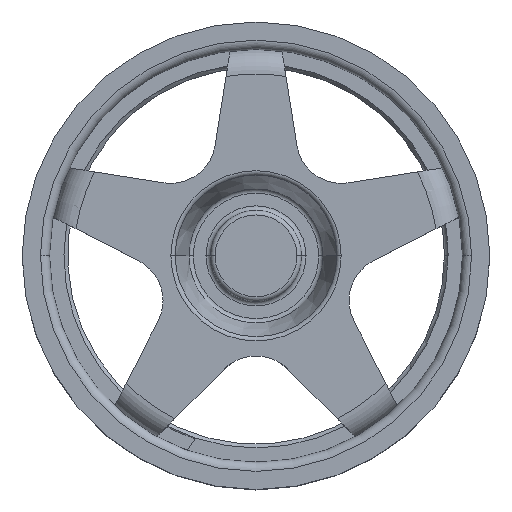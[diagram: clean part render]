
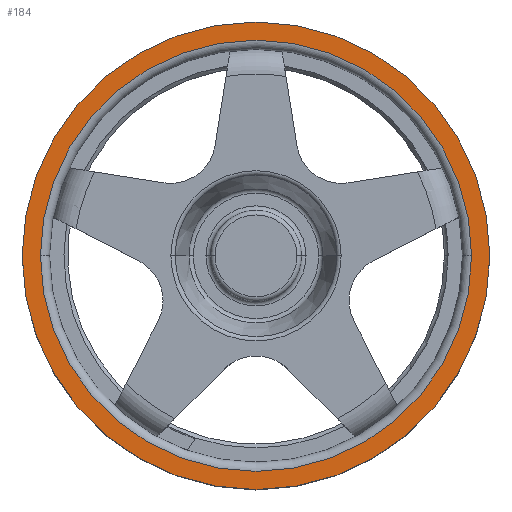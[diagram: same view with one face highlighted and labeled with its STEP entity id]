
A CAD part, top view. The second image highlights one B-rep face of the part: STEP entity #184.
In plain terms, the highlighted planar face has unit normal (0, 0, 1).
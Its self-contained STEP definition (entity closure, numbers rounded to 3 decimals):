
#184 = ADVANCED_FACE ( 'NONE', ( #466, #2224 ), #5320, .T. ) ;
#209 = VERTEX_POINT ( 'NONE', #5431 ) ;
#292 = EDGE_CURVE ( 'NONE', #4583, #4698, #4203, .T. ) ;
#326 = AXIS2_PLACEMENT_3D ( 'NONE', #4107, #3728, #2317 ) ;
#378 = DIRECTION ( 'NONE',  ( 1., 0., 0. ) ) ;
#387 = CIRCLE ( 'NONE', #3426, 35.55 ) ;
#466 = FACE_BOUND ( 'NONE', #3923, .T. ) ;
#819 = DIRECTION ( 'NONE',  ( 0., 0., 1. ) ) ;
#1069 = AXIS2_PLACEMENT_3D ( 'NONE', #3010, #819, #378 ) ;
#1265 = CARTESIAN_POINT ( 'NONE',  ( 35.55, 0., 5.673 ) ) ;
#1344 = ORIENTED_EDGE ( 'NONE', *, *, #1467, .T. ) ;
#1467 = EDGE_CURVE ( 'NONE', #5053, #209, #3826, .T. ) ;
#1557 = DIRECTION ( 'NONE',  ( 1., 0., 0. ) ) ;
#1700 = ORIENTED_EDGE ( 'NONE', *, *, #5373, .T. ) ;
#1831 = EDGE_CURVE ( 'NONE', #209, #5053, #4011, .T. ) ;
#1861 = CARTESIAN_POINT ( 'NONE',  ( 0., 0., 5.673 ) ) ;
#1992 = CARTESIAN_POINT ( 'NONE',  ( 0., 0., 5.673 ) ) ;
#2224 = FACE_OUTER_BOUND ( 'NONE', #4944, .T. ) ;
#2317 = DIRECTION ( 'NONE',  ( 1., 0., 0. ) ) ;
#2693 = DIRECTION ( 'NONE',  ( 0., 0., 1. ) ) ;
#2851 = CARTESIAN_POINT ( 'NONE',  ( -35.55, 0., 5.673 ) ) ;
#3010 = CARTESIAN_POINT ( 'NONE',  ( 0., 0., 5.673 ) ) ;
#3426 = AXIS2_PLACEMENT_3D ( 'NONE', #1992, #4158, #1557 ) ;
#3591 = DIRECTION ( 'NONE',  ( 1., 0., 0. ) ) ;
#3701 = DIRECTION ( 'NONE',  ( 0., 0., 1. ) ) ;
#3728 = DIRECTION ( 'NONE',  ( 0., 0., -1. ) ) ;
#3826 = CIRCLE ( 'NONE', #5481, 38.55 ) ;
#3923 = EDGE_LOOP ( 'NONE', ( #1700, #5206 ) ) ;
#4011 = CIRCLE ( 'NONE', #1069, 38.55 ) ;
#4107 = CARTESIAN_POINT ( 'NONE',  ( 0., 0., 5.673 ) ) ;
#4158 = DIRECTION ( 'NONE',  ( 0., 0., -1. ) ) ;
#4203 = CIRCLE ( 'NONE', #326, 35.55 ) ;
#4243 = ORIENTED_EDGE ( 'NONE', *, *, #1831, .T. ) ;
#4345 = DIRECTION ( 'NONE',  ( 1., 0., 0. ) ) ;
#4392 = CARTESIAN_POINT ( 'NONE',  ( 38.55, 0., 5.673 ) ) ;
#4583 = VERTEX_POINT ( 'NONE', #2851 ) ;
#4698 = VERTEX_POINT ( 'NONE', #1265 ) ;
#4889 = CARTESIAN_POINT ( 'NONE',  ( 0., 0., 5.673 ) ) ;
#4944 = EDGE_LOOP ( 'NONE', ( #1344, #4243 ) ) ;
#5053 = VERTEX_POINT ( 'NONE', #4392 ) ;
#5206 = ORIENTED_EDGE ( 'NONE', *, *, #292, .T. ) ;
#5299 = AXIS2_PLACEMENT_3D ( 'NONE', #4889, #2693, #4345 ) ;
#5320 = PLANE ( 'NONE',  #5299 ) ;
#5373 = EDGE_CURVE ( 'NONE', #4698, #4583, #387, .T. ) ;
#5431 = CARTESIAN_POINT ( 'NONE',  ( -38.55, 0., 5.673 ) ) ;
#5481 = AXIS2_PLACEMENT_3D ( 'NONE', #1861, #3701, #3591 ) ;
